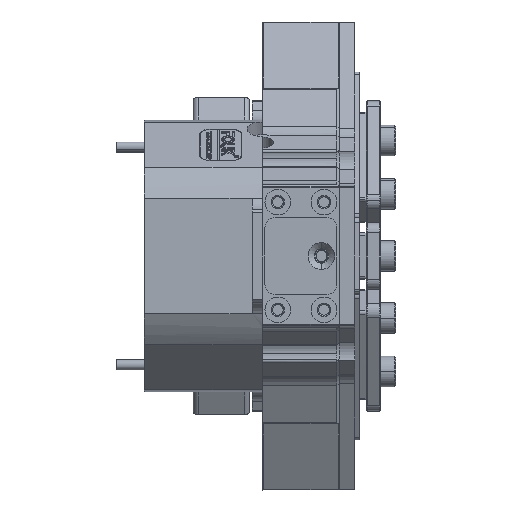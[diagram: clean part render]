
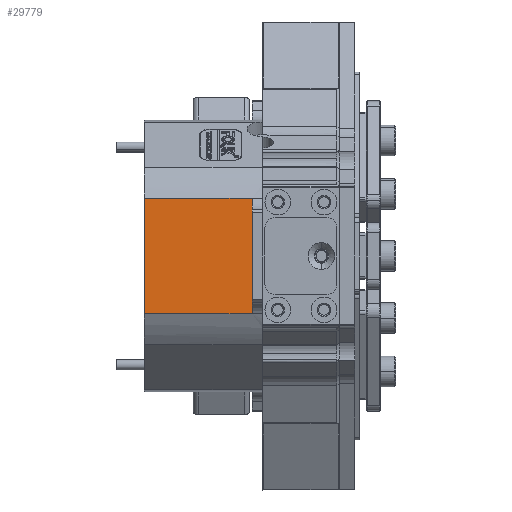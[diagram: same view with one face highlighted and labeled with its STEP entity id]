
A CAD part, left-side view. The second image highlights one B-rep face of the part: STEP entity #29779.
In plain terms, the highlighted planar face has unit normal (-1, 0, 0).
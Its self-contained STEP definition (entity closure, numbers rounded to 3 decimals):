
#4048 = VERTEX_POINT ( 'NONE', #11753 ) ;
#6072 = VECTOR ( 'NONE', #21190, 1000. ) ;
#6282 = CARTESIAN_POINT ( 'NONE',  ( 46.894, -33.894, 30.764 ) ) ;
#9426 = CARTESIAN_POINT ( 'NONE',  ( 46.894, -35.394, 29.526 ) ) ;
#9917 = AXIS2_PLACEMENT_3D ( 'NONE', #9426, #30161, #25539 ) ;
#10725 = ORIENTED_EDGE ( 'NONE', *, *, #32717, .F. ) ;
#10758 = LINE ( 'NONE', #51563, #23113 ) ;
#11753 = CARTESIAN_POINT ( 'NONE',  ( 46.894, -12.894, 53.236 ) ) ;
#13250 = VERTEX_POINT ( 'NONE', #52873 ) ;
#15866 = VECTOR ( 'NONE', #45913, 1000. ) ;
#16085 = VERTEX_POINT ( 'NONE', #39714 ) ;
#19219 = CARTESIAN_POINT ( 'NONE',  ( 46.894, -12.894, 30.764 ) ) ;
#19998 = LINE ( 'NONE', #44999, #15866 ) ;
#21190 = DIRECTION ( 'NONE',  ( 0., 0., -1. ) ) ;
#23113 = VECTOR ( 'NONE', #25499, 1000. ) ;
#23777 = VERTEX_POINT ( 'NONE', #19219 ) ;
#25499 = DIRECTION ( 'NONE',  ( 0., 0., 1. ) ) ;
#25539 = DIRECTION ( 'NONE',  ( 0., -1., 0. ) ) ;
#29779 = ADVANCED_FACE ( 'NONE', ( #41648 ), #30387, .T. ) ;
#30161 = DIRECTION ( 'NONE',  ( -1., 0., 0. ) ) ;
#30387 = PLANE ( 'NONE',  #9917 ) ;
#32717 = EDGE_CURVE ( 'NONE', #23777, #4048, #10758, .T. ) ;
#33300 = LINE ( 'NONE', #57843, #6072 ) ;
#36596 = ORIENTED_EDGE ( 'NONE', *, *, #56175, .F. ) ;
#37149 = ORIENTED_EDGE ( 'NONE', *, *, #48335, .F. ) ;
#37604 = DIRECTION ( 'NONE',  ( 0., 1., 0. ) ) ;
#39714 = CARTESIAN_POINT ( 'NONE',  ( 46.894, -33.894, 30.764 ) ) ;
#40957 = LINE ( 'NONE', #6282, #44276 ) ;
#41648 = FACE_OUTER_BOUND ( 'NONE', #56157, .T. ) ;
#44276 = VECTOR ( 'NONE', #37604, 1000. ) ;
#44999 = CARTESIAN_POINT ( 'NONE',  ( 46.894, -35.894, 53.236 ) ) ;
#45913 = DIRECTION ( 'NONE',  ( 0., -1., 0. ) ) ;
#48335 = EDGE_CURVE ( 'NONE', #4048, #13250, #19998, .T. ) ;
#51563 = CARTESIAN_POINT ( 'NONE',  ( 46.894, -12.894, 42. ) ) ;
#52873 = CARTESIAN_POINT ( 'NONE',  ( 46.894, -33.894, 53.236 ) ) ;
#56157 = EDGE_LOOP ( 'NONE', ( #64093, #37149, #10725, #36596 ) ) ;
#56175 = EDGE_CURVE ( 'NONE', #16085, #23777, #40957, .T. ) ;
#57843 = CARTESIAN_POINT ( 'NONE',  ( 46.894, -33.894, 0. ) ) ;
#63399 = EDGE_CURVE ( 'NONE', #13250, #16085, #33300, .T. ) ;
#64093 = ORIENTED_EDGE ( 'NONE', *, *, #63399, .F. ) ;
